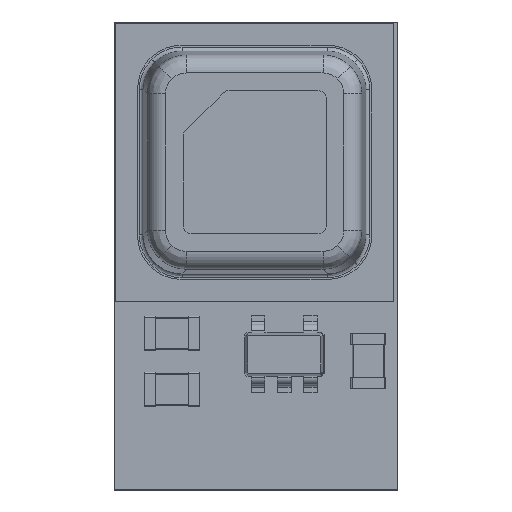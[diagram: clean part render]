
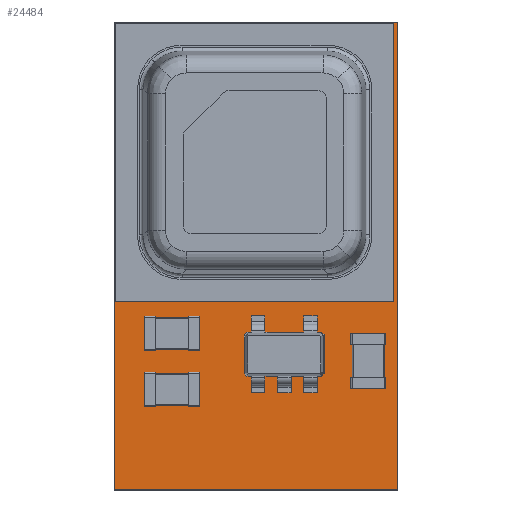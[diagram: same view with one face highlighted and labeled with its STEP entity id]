
A CAD part, top view. The second image highlights one B-rep face of the part: STEP entity #24484.
In plain terms, the highlighted planar face has unit normal (0, 0, 1).
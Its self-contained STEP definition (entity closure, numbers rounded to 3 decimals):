
#24170 = VERTEX_POINT('',#24171);
#24171 = CARTESIAN_POINT('',(155.,-105.,0.6));
#24178 = PLANE('',#24179);
#24179 = AXIS2_PLACEMENT_3D('',#24180,#24181,#24182);
#24180 = CARTESIAN_POINT('',(155.,-105.,0.));
#24181 = DIRECTION('',(-1.,0.,0.));
#24182 = DIRECTION('',(0.,1.,0.));
#24190 = PLANE('',#24191);
#24191 = AXIS2_PLACEMENT_3D('',#24192,#24193,#24194);
#24192 = CARTESIAN_POINT('',(144.7,-105.,0.));
#24193 = DIRECTION('',(0.,1.,0.));
#24194 = DIRECTION('',(1.,0.,0.));
#24202 = EDGE_CURVE('',#24170,#24203,#24205,.T.);
#24203 = VERTEX_POINT('',#24204);
#24204 = CARTESIAN_POINT('',(155.,-88.,0.6));
#24205 = SURFACE_CURVE('',#24206,(#24210,#24217),.PCURVE_S1.);
#24206 = LINE('',#24207,#24208);
#24207 = CARTESIAN_POINT('',(155.,-105.,0.6));
#24208 = VECTOR('',#24209,1.);
#24209 = DIRECTION('',(0.,1.,0.));
#24210 = PCURVE('',#24178,#24211);
#24211 = DEFINITIONAL_REPRESENTATION('',(#24212),#24216);
#24212 = LINE('',#24213,#24214);
#24213 = CARTESIAN_POINT('',(0.,-0.6));
#24214 = VECTOR('',#24215,1.);
#24215 = DIRECTION('',(1.,0.));
#24216 = ( GEOMETRIC_REPRESENTATION_CONTEXT(2) 
PARAMETRIC_REPRESENTATION_CONTEXT() REPRESENTATION_CONTEXT('2D SPACE',''
  ) );
#24217 = PCURVE('',#24218,#24223);
#24218 = PLANE('',#24219);
#24219 = AXIS2_PLACEMENT_3D('',#24220,#24221,#24222);
#24220 = CARTESIAN_POINT('',(149.85,-96.5,0.6));
#24221 = DIRECTION('',(0.,0.,1.));
#24222 = DIRECTION('',(1.,0.,-0.));
#24223 = DEFINITIONAL_REPRESENTATION('',(#24224),#24228);
#24224 = LINE('',#24225,#24226);
#24225 = CARTESIAN_POINT('',(5.15,-8.5));
#24226 = VECTOR('',#24227,1.);
#24227 = DIRECTION('',(0.,1.));
#24228 = ( GEOMETRIC_REPRESENTATION_CONTEXT(2) 
PARAMETRIC_REPRESENTATION_CONTEXT() REPRESENTATION_CONTEXT('2D SPACE',''
  ) );
#24246 = PLANE('',#24247);
#24247 = AXIS2_PLACEMENT_3D('',#24248,#24249,#24250);
#24248 = CARTESIAN_POINT('',(155.,-88.,0.));
#24249 = DIRECTION('',(0.,-1.,0.));
#24250 = DIRECTION('',(-1.,0.,0.));
#24288 = EDGE_CURVE('',#24203,#24289,#24291,.T.);
#24289 = VERTEX_POINT('',#24290);
#24290 = CARTESIAN_POINT('',(144.7,-88.,0.6));
#24291 = SURFACE_CURVE('',#24292,(#24296,#24303),.PCURVE_S1.);
#24292 = LINE('',#24293,#24294);
#24293 = CARTESIAN_POINT('',(155.,-88.,0.6));
#24294 = VECTOR('',#24295,1.);
#24295 = DIRECTION('',(-1.,0.,0.));
#24296 = PCURVE('',#24246,#24297);
#24297 = DEFINITIONAL_REPRESENTATION('',(#24298),#24302);
#24298 = LINE('',#24299,#24300);
#24299 = CARTESIAN_POINT('',(0.,-0.6));
#24300 = VECTOR('',#24301,1.);
#24301 = DIRECTION('',(1.,0.));
#24302 = ( GEOMETRIC_REPRESENTATION_CONTEXT(2) 
PARAMETRIC_REPRESENTATION_CONTEXT() REPRESENTATION_CONTEXT('2D SPACE',''
  ) );
#24303 = PCURVE('',#24218,#24304);
#24304 = DEFINITIONAL_REPRESENTATION('',(#24305),#24309);
#24305 = LINE('',#24306,#24307);
#24306 = CARTESIAN_POINT('',(5.15,8.5));
#24307 = VECTOR('',#24308,1.);
#24308 = DIRECTION('',(-1.,0.));
#24309 = ( GEOMETRIC_REPRESENTATION_CONTEXT(2) 
PARAMETRIC_REPRESENTATION_CONTEXT() REPRESENTATION_CONTEXT('2D SPACE',''
  ) );
#24327 = PLANE('',#24328);
#24328 = AXIS2_PLACEMENT_3D('',#24329,#24330,#24331);
#24329 = CARTESIAN_POINT('',(144.7,-88.,0.));
#24330 = DIRECTION('',(1.,0.,-0.));
#24331 = DIRECTION('',(0.,-1.,0.));
#24364 = EDGE_CURVE('',#24289,#24365,#24367,.T.);
#24365 = VERTEX_POINT('',#24366);
#24366 = CARTESIAN_POINT('',(144.7,-105.,0.6));
#24367 = SURFACE_CURVE('',#24368,(#24372,#24379),.PCURVE_S1.);
#24368 = LINE('',#24369,#24370);
#24369 = CARTESIAN_POINT('',(144.7,-88.,0.6));
#24370 = VECTOR('',#24371,1.);
#24371 = DIRECTION('',(0.,-1.,0.));
#24372 = PCURVE('',#24327,#24373);
#24373 = DEFINITIONAL_REPRESENTATION('',(#24374),#24378);
#24374 = LINE('',#24375,#24376);
#24375 = CARTESIAN_POINT('',(0.,-0.6));
#24376 = VECTOR('',#24377,1.);
#24377 = DIRECTION('',(1.,0.));
#24378 = ( GEOMETRIC_REPRESENTATION_CONTEXT(2) 
PARAMETRIC_REPRESENTATION_CONTEXT() REPRESENTATION_CONTEXT('2D SPACE',''
  ) );
#24379 = PCURVE('',#24218,#24380);
#24380 = DEFINITIONAL_REPRESENTATION('',(#24381),#24385);
#24381 = LINE('',#24382,#24383);
#24382 = CARTESIAN_POINT('',(-5.15,8.5));
#24383 = VECTOR('',#24384,1.);
#24384 = DIRECTION('',(0.,-1.));
#24385 = ( GEOMETRIC_REPRESENTATION_CONTEXT(2) 
PARAMETRIC_REPRESENTATION_CONTEXT() REPRESENTATION_CONTEXT('2D SPACE',''
  ) );
#24435 = EDGE_CURVE('',#24365,#24170,#24436,.T.);
#24436 = SURFACE_CURVE('',#24437,(#24441,#24448),.PCURVE_S1.);
#24437 = LINE('',#24438,#24439);
#24438 = CARTESIAN_POINT('',(144.7,-105.,0.6));
#24439 = VECTOR('',#24440,1.);
#24440 = DIRECTION('',(1.,0.,0.));
#24441 = PCURVE('',#24190,#24442);
#24442 = DEFINITIONAL_REPRESENTATION('',(#24443),#24447);
#24443 = LINE('',#24444,#24445);
#24444 = CARTESIAN_POINT('',(0.,-0.6));
#24445 = VECTOR('',#24446,1.);
#24446 = DIRECTION('',(1.,0.));
#24447 = ( GEOMETRIC_REPRESENTATION_CONTEXT(2) 
PARAMETRIC_REPRESENTATION_CONTEXT() REPRESENTATION_CONTEXT('2D SPACE',''
  ) );
#24448 = PCURVE('',#24218,#24449);
#24449 = DEFINITIONAL_REPRESENTATION('',(#24450),#24454);
#24450 = LINE('',#24451,#24452);
#24451 = CARTESIAN_POINT('',(-5.15,-8.5));
#24452 = VECTOR('',#24453,1.);
#24453 = DIRECTION('',(1.,0.));
#24454 = ( GEOMETRIC_REPRESENTATION_CONTEXT(2) 
PARAMETRIC_REPRESENTATION_CONTEXT() REPRESENTATION_CONTEXT('2D SPACE',''
  ) );
#24484 = ADVANCED_FACE('',(#24485),#24218,.T.);
#24485 = FACE_BOUND('',#24486,.T.);
#24486 = EDGE_LOOP('',(#24487,#24488,#24489,#24490));
#24487 = ORIENTED_EDGE('',*,*,#24202,.T.);
#24488 = ORIENTED_EDGE('',*,*,#24288,.T.);
#24489 = ORIENTED_EDGE('',*,*,#24364,.T.);
#24490 = ORIENTED_EDGE('',*,*,#24435,.T.);
